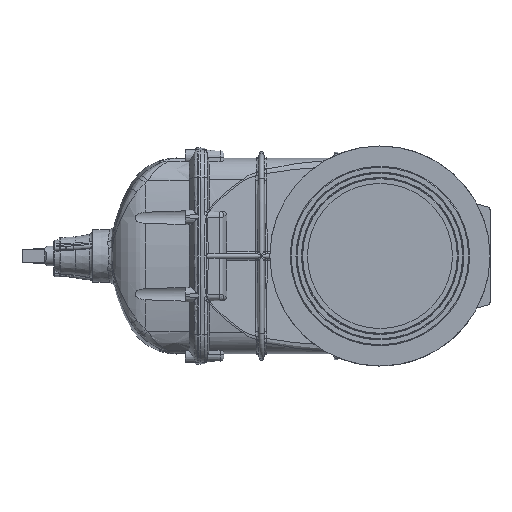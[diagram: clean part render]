
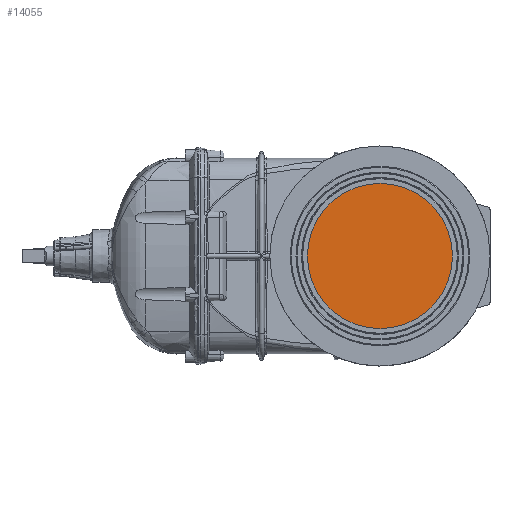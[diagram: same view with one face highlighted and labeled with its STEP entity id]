
A CAD part, left-side view. The second image highlights one B-rep face of the part: STEP entity #14055.
In plain terms, the highlighted planar face has unit normal (-1, 0, 0).
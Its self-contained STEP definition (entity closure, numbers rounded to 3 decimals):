
#1028 = CIRCLE ( 'NONE', #23781, 150. ) ;
#6868 = EDGE_LOOP ( 'NONE', ( #14864 ) ) ;
#7103 = FACE_OUTER_BOUND ( 'NONE', #6868, .T. ) ;
#10465 = EDGE_CURVE ( 'NONE', #37940, #37940, #1028, .T. ) ;
#14055 = ADVANCED_FACE ( 'NONE', ( #7103 ), #28731, .F. ) ;
#14864 = ORIENTED_EDGE ( 'NONE', *, *, #10465, .F. ) ;
#23781 = AXIS2_PLACEMENT_3D ( 'NONE', #33221, #33222, #33223 ) ;
#23909 = AXIS2_PLACEMENT_3D ( 'NONE', #28730, #28734, #28735 ) ;
#28730 = CARTESIAN_POINT ( 'NONE',  ( -132., 0., 0. ) ) ;
#28731 = PLANE ( 'NONE',  #23909 ) ;
#28734 = DIRECTION ( 'NONE',  ( 1., 0., 0. ) ) ;
#28735 = DIRECTION ( 'NONE',  ( 0., 0., -1. ) ) ;
#33221 = CARTESIAN_POINT ( 'NONE',  ( -132., 0., 0. ) ) ;
#33222 = DIRECTION ( 'NONE',  ( 1., 0., 0. ) ) ;
#33223 = DIRECTION ( 'NONE',  ( 0., 0., -1. ) ) ;
#37940 = VERTEX_POINT ( 'NONE', #38060 ) ;
#38060 = CARTESIAN_POINT ( 'NONE',  ( -132., 0., -150. ) ) ;
